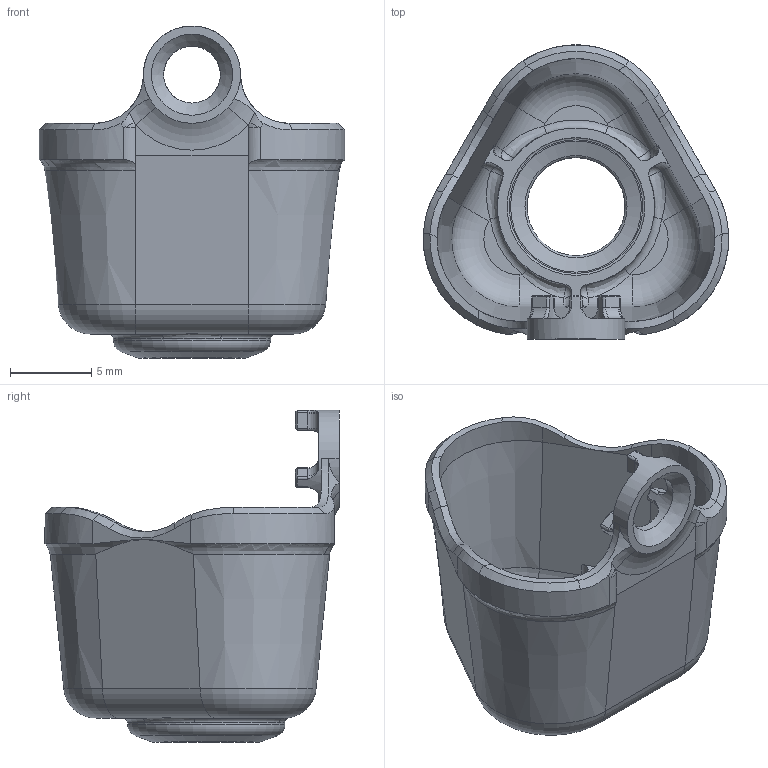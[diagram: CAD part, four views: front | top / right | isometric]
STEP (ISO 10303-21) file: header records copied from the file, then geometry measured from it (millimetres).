
FILE_DESCRIPTION(/* description */ ('STEP AP242'),/* implementation_level */ '2;1');
FILE_NAME(/* name */ 'Tricorn v6 covering sheild.step',/* time_stamp */ '2025-08-28T13:25:42-04:00',/* author */ (''),/* organization */ (''),/* preprocessor_version */ 'ST-DEVELOPER v20.1',/* originating_system */ 'Autodesk Translation Framework v14.10.0.0',/* authorisation */ '');
FILE_SCHEMA (('AUTOMOTIVE_DESIGN { 1 0 10303 214 3 1 1 }'));
Length unit declared in the file: millimetre
Products named in the file (1): bucket
Bounding box: 18.83 x 18.16 x 20.48 mm (x, y, z)
Volume: 631.8 mm3; surface area: 1833.6 mm2
Topology: 1 solids, 1 shells, 226 faces, 565 edges, 333 vertices
Faces by surface type: cylinder 69, plane 53, torus 40, cone 37, bspline 19, sphere 8
Full cylindrical faces by diameter (mm): 3.5 x1, 6 x1, 8.5 x1, 9.7 x1
Entity records: 7717 total; most frequent: CARTESIAN_POINT 2370, DIRECTION 1153, ORIENTED_EDGE 1118, EDGE_CURVE 559, AXIS2_PLACEMENT_3D 472, VERTEX_POINT 333, CIRCLE 258, EDGE_LOOP 228
